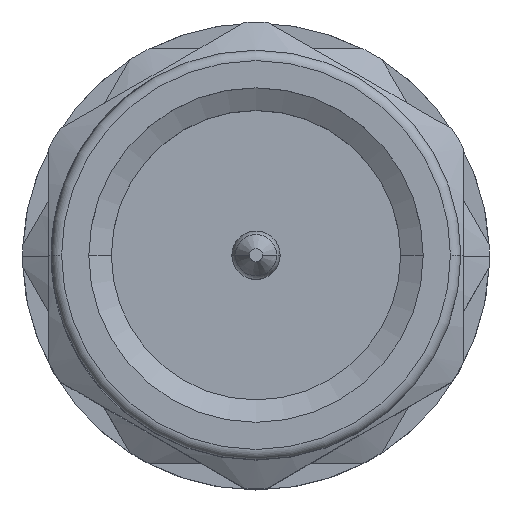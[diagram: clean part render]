
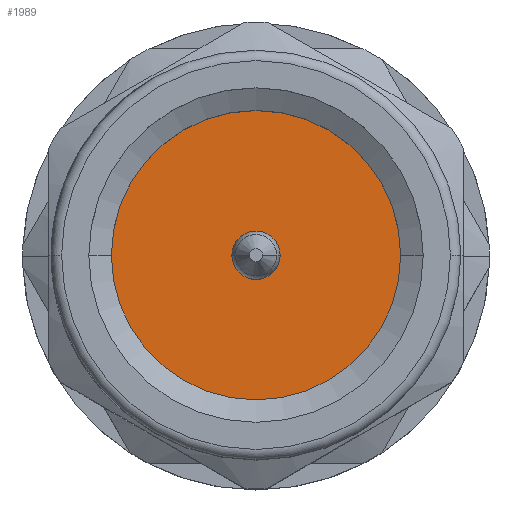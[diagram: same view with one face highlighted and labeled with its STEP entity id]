
A CAD part, top view. The second image highlights one B-rep face of the part: STEP entity #1989.
In plain terms, the highlighted planar face has unit normal (0, 0, 1).
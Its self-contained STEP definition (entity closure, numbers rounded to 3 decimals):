
#53 = AXIS2_PLACEMENT_3D ( 'NONE', #27340, #4081, #8071 ) ;
#483 = FACE_OUTER_BOUND ( 'NONE', #24269, .T. ) ;
#1444 = VERTEX_POINT ( 'NONE', #16993 ) ;
#1989 = ADVANCED_FACE ( 'NONE', ( #12191, #483 ), #21028, .F. ) ;
#2221 = CIRCLE ( 'NONE', #53, 2.79 ) ;
#2317 = CARTESIAN_POINT ( 'NONE',  ( 0., 0., 25.55 ) ) ;
#2459 = CARTESIAN_POINT ( 'NONE',  ( -0.465, 0., 25.55 ) ) ;
#3781 = AXIS2_PLACEMENT_3D ( 'NONE', #27802, #21417, #25845 ) ;
#3797 = CIRCLE ( 'NONE', #8365, 2.79 ) ;
#4081 = DIRECTION ( 'NONE',  ( 0., 0., 1. ) ) ;
#4089 = VERTEX_POINT ( 'NONE', #2459 ) ;
#5251 = ORIENTED_EDGE ( 'NONE', *, *, #10648, .T. ) ;
#5775 = CIRCLE ( 'NONE', #27349, 0.465 ) ;
#7572 = ORIENTED_EDGE ( 'NONE', *, *, #18899, .F. ) ;
#7825 = EDGE_CURVE ( 'NONE', #4089, #10442, #5775, .T. ) ;
#8071 = DIRECTION ( 'NONE',  ( 0., 1., 0. ) ) ;
#8365 = AXIS2_PLACEMENT_3D ( 'NONE', #10395, #25605, #23596 ) ;
#10395 = CARTESIAN_POINT ( 'NONE',  ( 0., 0., 25.55 ) ) ;
#10442 = VERTEX_POINT ( 'NONE', #13859 ) ;
#10648 = EDGE_CURVE ( 'NONE', #1444, #28241, #2221, .T. ) ;
#12191 = FACE_BOUND ( 'NONE', #13188, .T. ) ;
#13188 = EDGE_LOOP ( 'NONE', ( #7572, #14996 ) ) ;
#13267 = AXIS2_PLACEMENT_3D ( 'NONE', #2317, #15315, #13406 ) ;
#13406 = DIRECTION ( 'NONE',  ( 0., 1., 0. ) ) ;
#13859 = CARTESIAN_POINT ( 'NONE',  ( 0.465, 0., 25.55 ) ) ;
#14996 = ORIENTED_EDGE ( 'NONE', *, *, #7825, .F. ) ;
#15079 = CARTESIAN_POINT ( 'NONE',  ( 0., 0., 25.55 ) ) ;
#15315 = DIRECTION ( 'NONE',  ( 0., 0., 1. ) ) ;
#15389 = CARTESIAN_POINT ( 'NONE',  ( -2.79, 0., 25.55 ) ) ;
#16993 = CARTESIAN_POINT ( 'NONE',  ( 2.79, 0., 25.55 ) ) ;
#17346 = CIRCLE ( 'NONE', #13267, 0.465 ) ;
#18899 = EDGE_CURVE ( 'NONE', #10442, #4089, #17346, .T. ) ;
#19483 = DIRECTION ( 'NONE',  ( 0., 0., 1. ) ) ;
#21028 = PLANE ( 'NONE',  #3781 ) ;
#21417 = DIRECTION ( 'NONE',  ( 0., 0., -1. ) ) ;
#23596 = DIRECTION ( 'NONE',  ( 0., 1., 0. ) ) ;
#24269 = EDGE_LOOP ( 'NONE', ( #28072, #5251 ) ) ;
#25605 = DIRECTION ( 'NONE',  ( 0., 0., 1. ) ) ;
#25845 = DIRECTION ( 'NONE',  ( 0., 1., 0. ) ) ;
#26645 = EDGE_CURVE ( 'NONE', #28241, #1444, #3797, .T. ) ;
#27340 = CARTESIAN_POINT ( 'NONE',  ( 0., 0., 25.55 ) ) ;
#27349 = AXIS2_PLACEMENT_3D ( 'NONE', #15079, #19483, #28450 ) ;
#27802 = CARTESIAN_POINT ( 'NONE',  ( 0., 0., 25.55 ) ) ;
#28072 = ORIENTED_EDGE ( 'NONE', *, *, #26645, .T. ) ;
#28241 = VERTEX_POINT ( 'NONE', #15389 ) ;
#28450 = DIRECTION ( 'NONE',  ( 0., 1., 0. ) ) ;
